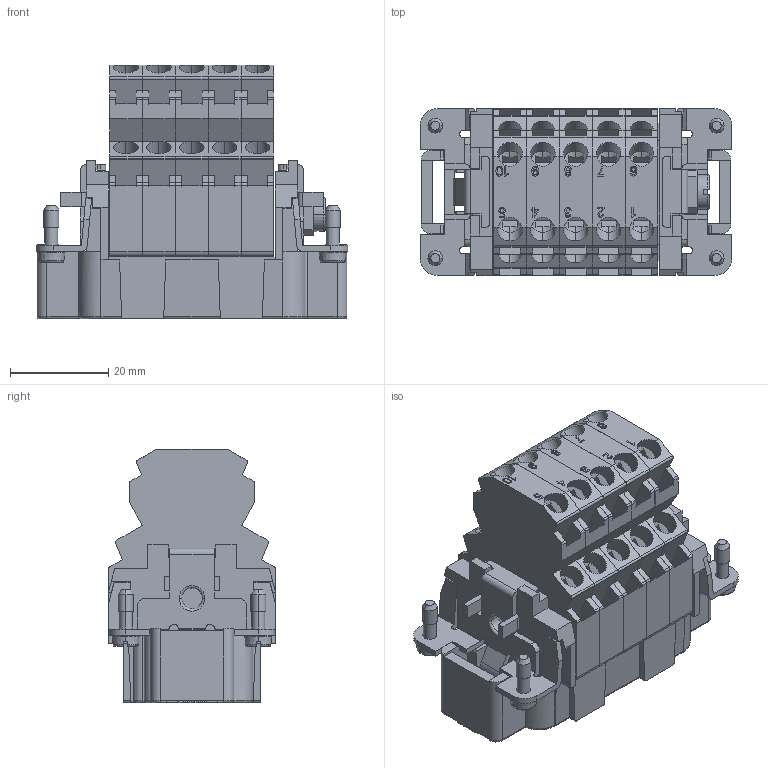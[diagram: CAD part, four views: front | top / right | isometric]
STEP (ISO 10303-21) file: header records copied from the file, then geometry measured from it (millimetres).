
FILE_DESCRIPTION(('CoCreate Modeling STEP Export'),'2;1');
FILE_NAME('CSSM 10.stp','2009-08-06T 9:51:12',(''),(''),'CoCreate Modeling STEP processor for AP214 (Solid Model)','CoCreate Modeling 16.00A 16-Aug-2008 (C) Parametric Technology GmbH','');
FILE_SCHEMA(('AUTOMOTIVE_DESIGN { 1 0 10303 214 1 1 1 1 }'));
Length unit declared in the file: millimetre
Products named in the file (4): PIAST_M; CORPO_SPINA; PIAST_M.1; CSSM_10
Assembly tree (3 placements, depth 2):
  CSSM_10
    PIAST_M.1
    CORPO_SPINA
    PIAST_M
Bounding box: 63.5 x 34 x 51.7 mm (x, y, z)
Volume: 44077.8 mm3; surface area: 32303.4 mm2
Topology: 3 solids, 3 shells, 2420 faces, 6760 edges, 4424 vertices
Faces by surface type: plane 1880, cylinder 359, cone 98, torus 75, sphere 8
Entity records: 93667 total; most frequent: CARTESIAN_POINT 22301, ORIENTED_EDGE 13504, DIRECTION 11429, EDGE_CURVE 6752, VECTOR 5567, LINE 5567, VERTEX_POINT 4424, AXIS2_PLACEMENT_3D 2931
